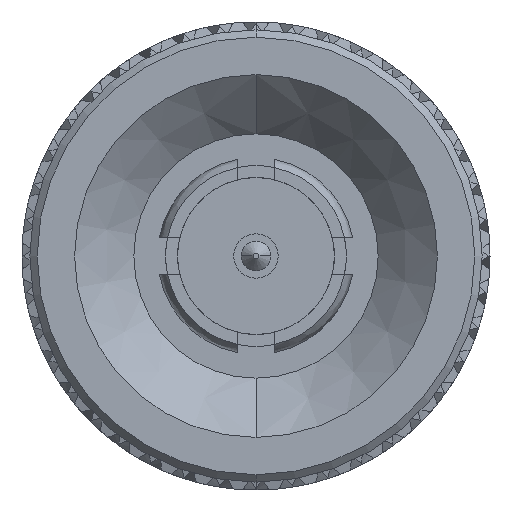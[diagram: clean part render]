
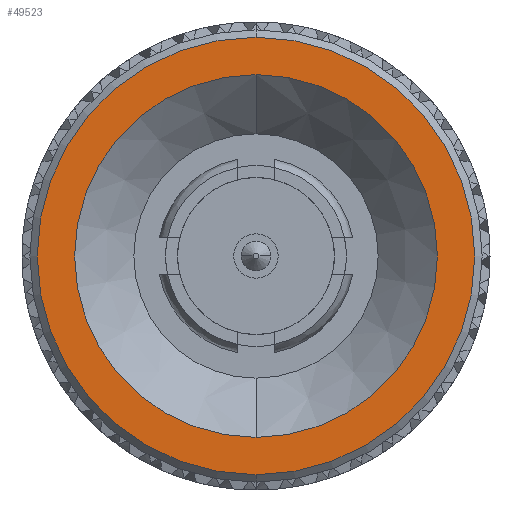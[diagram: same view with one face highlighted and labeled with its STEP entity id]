
A CAD part, left-side view. The second image highlights one B-rep face of the part: STEP entity #49523.
In plain terms, the highlighted planar face has unit normal (-1, 0, 0).
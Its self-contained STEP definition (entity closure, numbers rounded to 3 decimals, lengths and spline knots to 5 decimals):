
#3133 = CARTESIAN_POINT ( 'NONE',  ( -0.62963, -0.00002, -0.14775 ) ) ;
#4111 = DIRECTION ( 'NONE',  ( 0., 0., 1. ) ) ;
#5321 = EDGE_CURVE ( 'NONE', #44039, #59324, #29707, .T. ) ;
#5487 = CARTESIAN_POINT ( 'NONE',  ( -0.62963, -0.00002, 0. ) ) ;
#5596 = ORIENTED_EDGE ( 'NONE', *, *, #53095, .F. ) ;
#11787 = DIRECTION ( 'NONE',  ( 0., 0., 1. ) ) ;
#13491 = ORIENTED_EDGE ( 'NONE', *, *, #5321, .F. ) ;
#14758 = AXIS2_PLACEMENT_3D ( 'NONE', #26273, #43459, #64918 ) ;
#16887 = PLANE ( 'NONE',  #19247 ) ;
#17012 = AXIS2_PLACEMENT_3D ( 'NONE', #52388, #34850, #19110 ) ;
#17470 = CARTESIAN_POINT ( 'NONE',  ( -0.62963, -0.00002, 0.14775 ) ) ;
#19110 = DIRECTION ( 'NONE',  ( 0., 0., -1. ) ) ;
#19247 = AXIS2_PLACEMENT_3D ( 'NONE', #38701, #39056, #28677 ) ;
#19790 = ORIENTED_EDGE ( 'NONE', *, *, #45791, .F. ) ;
#20234 = ORIENTED_EDGE ( 'NONE', *, *, #29142, .F. ) ;
#20314 = CIRCLE ( 'NONE', #69476, 0.1225 ) ;
#23221 = CARTESIAN_POINT ( 'NONE',  ( -0.62963, -0.00002, 0. ) ) ;
#26273 = CARTESIAN_POINT ( 'NONE',  ( -0.62963, -0.00002, 0. ) ) ;
#26953 = CIRCLE ( 'NONE', #44148, 0.1225 ) ;
#27722 = EDGE_LOOP ( 'NONE', ( #20234, #19790 ) ) ;
#28677 = DIRECTION ( 'NONE',  ( 0., 0., -1. ) ) ;
#29142 = EDGE_CURVE ( 'NONE', #60375, #56179, #26953, .T. ) ;
#29707 = CIRCLE ( 'NONE', #17012, 0.14775 ) ;
#31940 = DIRECTION ( 'NONE',  ( -1., 0., 0. ) ) ;
#34304 = DIRECTION ( 'NONE',  ( -1., 0., 0. ) ) ;
#34850 = DIRECTION ( 'NONE',  ( 1., 0., 0. ) ) ;
#38701 = CARTESIAN_POINT ( 'NONE',  ( -0.62963, 0., 0. ) ) ;
#39056 = DIRECTION ( 'NONE',  ( 1., 0., 0. ) ) ;
#39401 = FACE_BOUND ( 'NONE', #27722, .T. ) ;
#39758 = FACE_OUTER_BOUND ( 'NONE', #51936, .T. ) ;
#41381 = CARTESIAN_POINT ( 'NONE',  ( -0.62963, -0.00002, -0.1225 ) ) ;
#43459 = DIRECTION ( 'NONE',  ( 1., 0., 0. ) ) ;
#44039 = VERTEX_POINT ( 'NONE', #17470 ) ;
#44148 = AXIS2_PLACEMENT_3D ( 'NONE', #5487, #31940, #4111 ) ;
#45791 = EDGE_CURVE ( 'NONE', #56179, #60375, #20314, .T. ) ;
#49073 = CARTESIAN_POINT ( 'NONE',  ( -0.62963, -0.00002, 0.1225 ) ) ;
#49523 = ADVANCED_FACE ( 'NONE', ( #39758, #39401 ), #16887, .F. ) ;
#51936 = EDGE_LOOP ( 'NONE', ( #5596, #13491 ) ) ;
#52388 = CARTESIAN_POINT ( 'NONE',  ( -0.62963, -0.00002, 0. ) ) ;
#52456 = CIRCLE ( 'NONE', #14758, 0.14775 ) ;
#53095 = EDGE_CURVE ( 'NONE', #59324, #44039, #52456, .T. ) ;
#56179 = VERTEX_POINT ( 'NONE', #41381 ) ;
#59324 = VERTEX_POINT ( 'NONE', #3133 ) ;
#60375 = VERTEX_POINT ( 'NONE', #49073 ) ;
#64918 = DIRECTION ( 'NONE',  ( 0., 0., -1. ) ) ;
#69476 = AXIS2_PLACEMENT_3D ( 'NONE', #23221, #34304, #11787 ) ;
